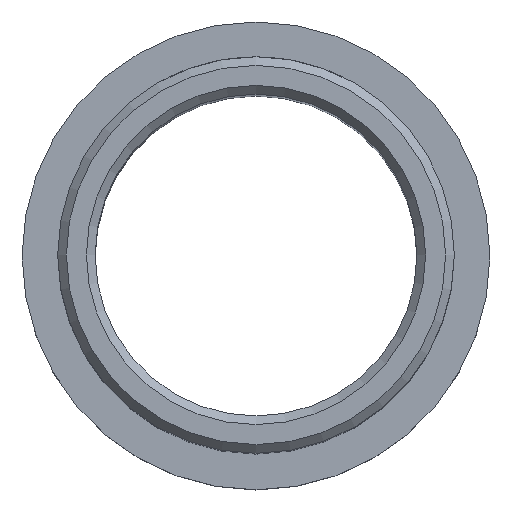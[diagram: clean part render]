
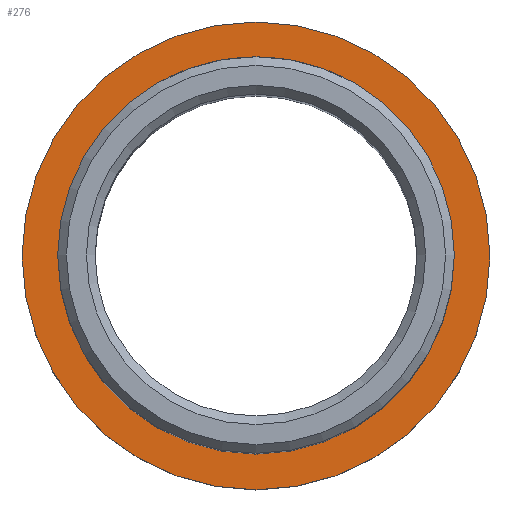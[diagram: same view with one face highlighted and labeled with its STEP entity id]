
A CAD part, top view. The second image highlights one B-rep face of the part: STEP entity #276.
In plain terms, the highlighted planar face has unit normal (0, 0, 1).
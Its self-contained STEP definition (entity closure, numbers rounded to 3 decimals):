
#276 = ADVANCED_FACE ( 'NONE', ( #2586, #8522 ), #1913, .T. ) ;
#1067 = ORIENTED_EDGE ( 'NONE', *, *, #19118, .F. ) ;
#1307 = EDGE_CURVE ( 'NONE', #11143, #11143, #2338, .T. ) ;
#1556 = ORIENTED_EDGE ( 'NONE', *, *, #1307, .T. ) ;
#1913 = PLANE ( 'NONE',  #14127 ) ;
#2112 = DIRECTION ( 'NONE',  ( 1., 0., 0. ) ) ;
#2338 = CIRCLE ( 'NONE', #6589, 13.45 ) ;
#2586 = FACE_BOUND ( 'NONE', #10840, .T. ) ;
#2597 = DIRECTION ( 'NONE',  ( 0., 0., 1. ) ) ;
#4190 = CARTESIAN_POINT ( 'NONE',  ( 0., 0., 2.5 ) ) ;
#5523 = CARTESIAN_POINT ( 'NONE',  ( 11.2, 0., 2.5 ) ) ;
#6589 = AXIS2_PLACEMENT_3D ( 'NONE', #12971, #17676, #14602 ) ;
#8404 = CARTESIAN_POINT ( 'NONE',  ( 0., 0., 2.5 ) ) ;
#8522 = FACE_OUTER_BOUND ( 'NONE', #18182, .T. ) ;
#9408 = CIRCLE ( 'NONE', #13228, 11.2 ) ;
#10222 = DIRECTION ( 'NONE',  ( 1., 0., 0. ) ) ;
#10840 = EDGE_LOOP ( 'NONE', ( #1067 ) ) ;
#11143 = VERTEX_POINT ( 'NONE', #19299 ) ;
#12971 = CARTESIAN_POINT ( 'NONE',  ( 0., 0., 2.5 ) ) ;
#13124 = DIRECTION ( 'NONE',  ( 0., 0., 1. ) ) ;
#13228 = AXIS2_PLACEMENT_3D ( 'NONE', #4190, #2597, #10222 ) ;
#14127 = AXIS2_PLACEMENT_3D ( 'NONE', #8404, #13124, #2112 ) ;
#14602 = DIRECTION ( 'NONE',  ( 1., 0., 0. ) ) ;
#17676 = DIRECTION ( 'NONE',  ( 0., 0., 1. ) ) ;
#18182 = EDGE_LOOP ( 'NONE', ( #1556 ) ) ;
#19118 = EDGE_CURVE ( 'NONE', #20202, #20202, #9408, .T. ) ;
#19299 = CARTESIAN_POINT ( 'NONE',  ( 13.45, 0., 2.5 ) ) ;
#20202 = VERTEX_POINT ( 'NONE', #5523 ) ;
